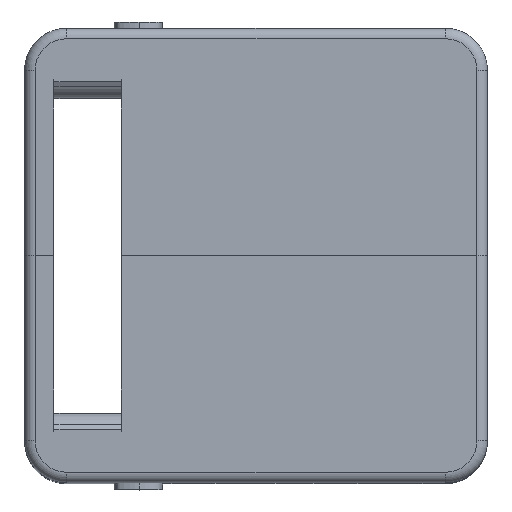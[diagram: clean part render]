
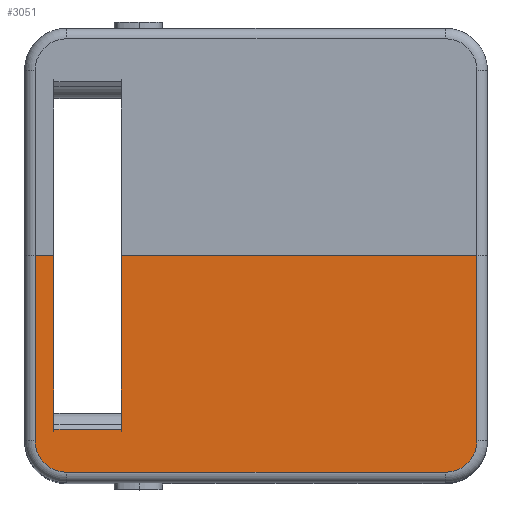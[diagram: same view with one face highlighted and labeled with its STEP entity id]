
A CAD part, top view. The second image highlights one B-rep face of the part: STEP entity #3051.
In plain terms, the highlighted planar face has unit normal (0, 0, 1).
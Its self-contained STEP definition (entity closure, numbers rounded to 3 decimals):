
#63 = LINE ( 'NONE', #2486, #4527 ) ;
#128 = VECTOR ( 'NONE', #6313, 1000. ) ;
#152 = LINE ( 'NONE', #1340, #1302 ) ;
#265 = CARTESIAN_POINT ( 'NONE',  ( 9., -10.3, 13. ) ) ;
#390 = EDGE_CURVE ( 'NONE', #3138, #5058, #2046, .T. ) ;
#596 = DIRECTION ( 'NONE',  ( 0., 0., 1. ) ) ;
#679 = ORIENTED_EDGE ( 'NONE', *, *, #390, .T. ) ;
#781 = DIRECTION ( 'NONE',  ( 1., 0., 0. ) ) ;
#890 = ORIENTED_EDGE ( 'NONE', *, *, #6569, .T. ) ;
#1032 = CARTESIAN_POINT ( 'NONE',  ( -6.4, 0., 13. ) ) ;
#1129 = DIRECTION ( 'NONE',  ( 1., 0., 0. ) ) ;
#1243 = VERTEX_POINT ( 'NONE', #7861 ) ;
#1302 = VECTOR ( 'NONE', #5785, 1000. ) ;
#1323 = ORIENTED_EDGE ( 'NONE', *, *, #3328, .T. ) ;
#1340 = CARTESIAN_POINT ( 'NONE',  ( -13.136, -8.25, 13. ) ) ;
#1621 = VERTEX_POINT ( 'NONE', #4891 ) ;
#1661 = ORIENTED_EDGE ( 'NONE', *, *, #6782, .T. ) ;
#1816 = VERTEX_POINT ( 'NONE', #4098 ) ;
#1891 = AXIS2_PLACEMENT_3D ( 'NONE', #3712, #596, #3095 ) ;
#1895 = VERTEX_POINT ( 'NONE', #2352 ) ;
#1985 = CARTESIAN_POINT ( 'NONE',  ( -11., 0., 13. ) ) ;
#2046 = LINE ( 'NONE', #6486, #6304 ) ;
#2062 = CARTESIAN_POINT ( 'NONE',  ( 9., -8.8, 13. ) ) ;
#2352 = CARTESIAN_POINT ( 'NONE',  ( -10.5, 0., 13. ) ) ;
#2486 = CARTESIAN_POINT ( 'NONE',  ( -6.4, -7.5, 13. ) ) ;
#2583 = DIRECTION ( 'NONE',  ( 0., 1., 0. ) ) ;
#2650 = AXIS2_PLACEMENT_3D ( 'NONE', #2062, #4575, #781 ) ;
#2670 = VERTEX_POINT ( 'NONE', #6559 ) ;
#2759 = DIRECTION ( 'NONE',  ( 0., -1., 0. ) ) ;
#2829 = ORIENTED_EDGE ( 'NONE', *, *, #6625, .F. ) ;
#2909 = AXIS2_PLACEMENT_3D ( 'NONE', #5986, #6645, #7513 ) ;
#3051 = ADVANCED_FACE ( 'NONE', ( #6603 ), #3486, .F. ) ;
#3072 = CIRCLE ( 'NONE', #1891, 1.5 ) ;
#3095 = DIRECTION ( 'NONE',  ( 1., 0., 0. ) ) ;
#3138 = VERTEX_POINT ( 'NONE', #4584 ) ;
#3181 = DIRECTION ( 'NONE',  ( 0., 1., 0. ) ) ;
#3266 = LINE ( 'NONE', #7631, #128 ) ;
#3328 = EDGE_CURVE ( 'NONE', #5058, #5937, #3760, .T. ) ;
#3411 = EDGE_CURVE ( 'NONE', #6460, #3138, #6200, .T. ) ;
#3486 = PLANE ( 'NONE',  #2909 ) ;
#3712 = CARTESIAN_POINT ( 'NONE',  ( -9., -8.8, 13. ) ) ;
#3760 = LINE ( 'NONE', #3798, #7641 ) ;
#3798 = CARTESIAN_POINT ( 'NONE',  ( -11., 0., 13. ) ) ;
#3881 = CARTESIAN_POINT ( 'NONE',  ( 10.5, 0., 13. ) ) ;
#4098 = CARTESIAN_POINT ( 'NONE',  ( -10.5, -8.8, 13. ) ) ;
#4281 = EDGE_CURVE ( 'NONE', #1895, #1816, #7072, .T. ) ;
#4527 = VECTOR ( 'NONE', #3181, 1000. ) ;
#4575 = DIRECTION ( 'NONE',  ( 0., 0., 1. ) ) ;
#4577 = CARTESIAN_POINT ( 'NONE',  ( -10.5, -11., 13. ) ) ;
#4584 = CARTESIAN_POINT ( 'NONE',  ( 10.5, -8.8, 13. ) ) ;
#4615 = CARTESIAN_POINT ( 'NONE',  ( -9., -10.3, 13. ) ) ;
#4891 = CARTESIAN_POINT ( 'NONE',  ( -6.4, -8.25, 13. ) ) ;
#4926 = VECTOR ( 'NONE', #5200, 1000. ) ;
#5058 = VERTEX_POINT ( 'NONE', #3881 ) ;
#5200 = DIRECTION ( 'NONE',  ( -1., 0., 0. ) ) ;
#5615 = EDGE_LOOP ( 'NONE', ( #6397, #679, #1323, #2829, #7004, #7974, #1661, #5621, #5910, #890 ) ) ;
#5621 = ORIENTED_EDGE ( 'NONE', *, *, #4281, .T. ) ;
#5689 = DIRECTION ( 'NONE',  ( -1., 0., 0. ) ) ;
#5785 = DIRECTION ( 'NONE',  ( -1., 0., 0. ) ) ;
#5910 = ORIENTED_EDGE ( 'NONE', *, *, #6121, .T. ) ;
#5937 = VERTEX_POINT ( 'NONE', #1032 ) ;
#5986 = CARTESIAN_POINT ( 'NONE',  ( -11., -10.8, 13. ) ) ;
#6121 = EDGE_CURVE ( 'NONE', #1816, #7978, #3072, .T. ) ;
#6200 = CIRCLE ( 'NONE', #2650, 1.5 ) ;
#6304 = VECTOR ( 'NONE', #2583, 1000. ) ;
#6313 = DIRECTION ( 'NONE',  ( 0., 1., 0. ) ) ;
#6397 = ORIENTED_EDGE ( 'NONE', *, *, #3411, .T. ) ;
#6460 = VERTEX_POINT ( 'NONE', #265 ) ;
#6486 = CARTESIAN_POINT ( 'NONE',  ( 10.5, -11., 13. ) ) ;
#6559 = CARTESIAN_POINT ( 'NONE',  ( -9.6, -8.25, 13. ) ) ;
#6569 = EDGE_CURVE ( 'NONE', #7978, #6460, #7385, .T. ) ;
#6603 = FACE_OUTER_BOUND ( 'NONE', #5615, .T. ) ;
#6625 = EDGE_CURVE ( 'NONE', #1621, #5937, #63, .T. ) ;
#6645 = DIRECTION ( 'NONE',  ( 0., 0., -1. ) ) ;
#6782 = EDGE_CURVE ( 'NONE', #1243, #1895, #7620, .T. ) ;
#7004 = ORIENTED_EDGE ( 'NONE', *, *, #7333, .T. ) ;
#7009 = VECTOR ( 'NONE', #1129, 1000. ) ;
#7072 = LINE ( 'NONE', #4577, #7523 ) ;
#7301 = CARTESIAN_POINT ( 'NONE',  ( -11., -10.3, 13. ) ) ;
#7333 = EDGE_CURVE ( 'NONE', #1621, #2670, #152, .T. ) ;
#7385 = LINE ( 'NONE', #7301, #7009 ) ;
#7513 = DIRECTION ( 'NONE',  ( 1., 0., 0. ) ) ;
#7523 = VECTOR ( 'NONE', #2759, 1000. ) ;
#7620 = LINE ( 'NONE', #1985, #4926 ) ;
#7631 = CARTESIAN_POINT ( 'NONE',  ( -9.6, -7.5, 13. ) ) ;
#7641 = VECTOR ( 'NONE', #5689, 1000. ) ;
#7683 = EDGE_CURVE ( 'NONE', #2670, #1243, #3266, .T. ) ;
#7861 = CARTESIAN_POINT ( 'NONE',  ( -9.6, 0., 13. ) ) ;
#7974 = ORIENTED_EDGE ( 'NONE', *, *, #7683, .T. ) ;
#7978 = VERTEX_POINT ( 'NONE', #4615 ) ;
